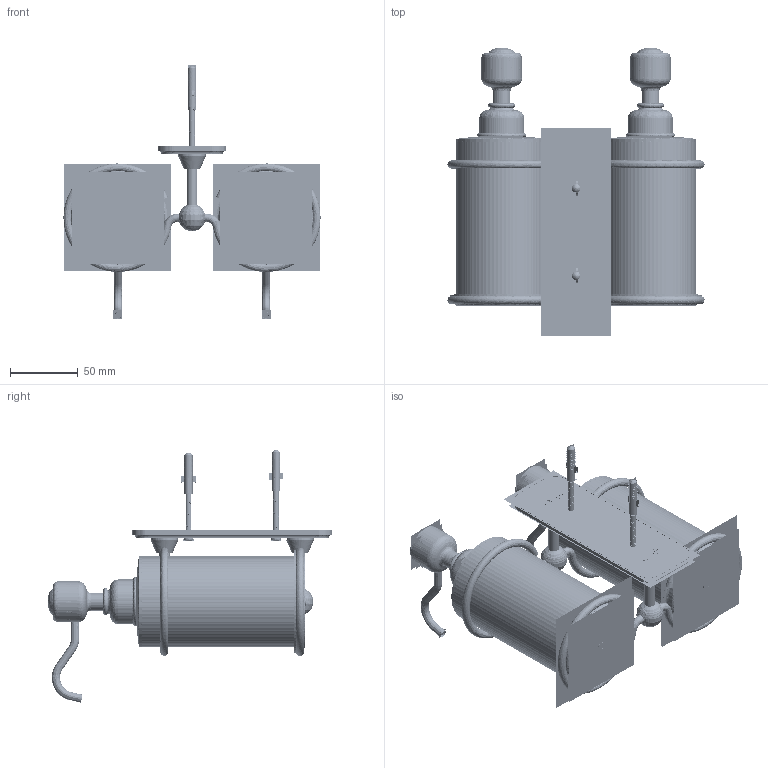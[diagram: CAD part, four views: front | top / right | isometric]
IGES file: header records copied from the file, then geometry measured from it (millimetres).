
Start section:  PTC IGES file: 2004320.igs
Global section: file name: 2004320.igs; native system: Pro/ENGINEER by Parametric Technology Corporation; preprocessor: 2008230; author: Administrator; organization: Unknown; date: 20140606.140427; units: millimetre
Bounding box: 189.55 x 212.17 x 186.68 mm (x, y, z)
Volume: 644328.3 mm3; surface area: 1479904.4 mm2
Topology: 48 solids, 63 shells, 3532 faces, 18320 edges, 23432 vertices
Faces by surface type: revolution 1840, bspline 1692
